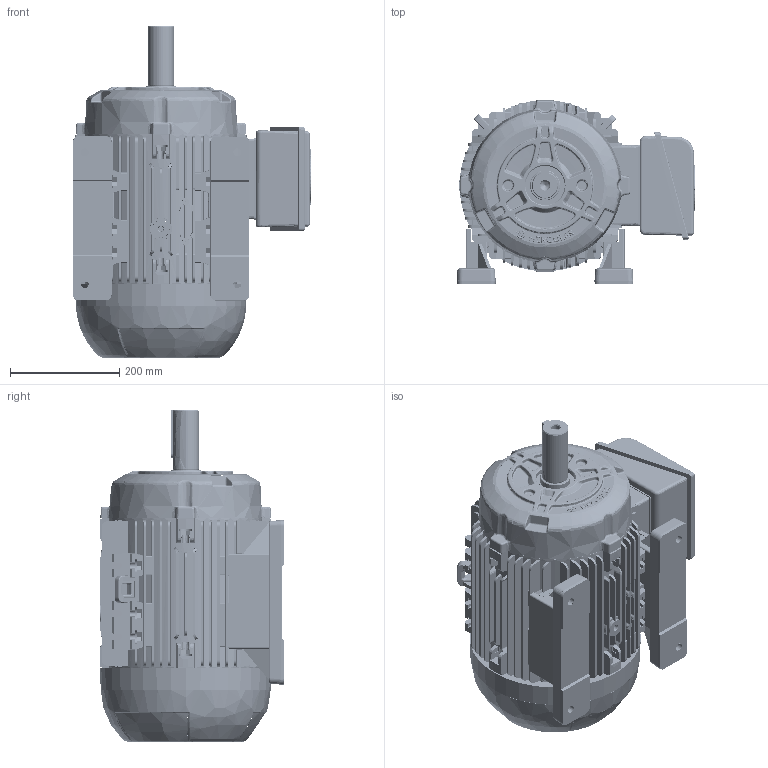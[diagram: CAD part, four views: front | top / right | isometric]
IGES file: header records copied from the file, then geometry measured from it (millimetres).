
Start section: SolidWorks IGES file using analytic representation for surfaces
Global section: file name: 180M_CP_ST_LEFT.igs; native system: SolidWorks 2020; preprocessor: SolidWorks 2020; author: tiagoacasio; date: 220717.210609; units: millimetre
Bounding box: 435.75 x 337.02 x 607 mm (x, y, z)
Surface area: 1748998.8 mm2 (no closed solid volume)
Topology: 0 solids, 0 shells, 4406 faces, 43363 edges, 43247 vertices
Faces by surface type: bspline 2809, revolution 1597
